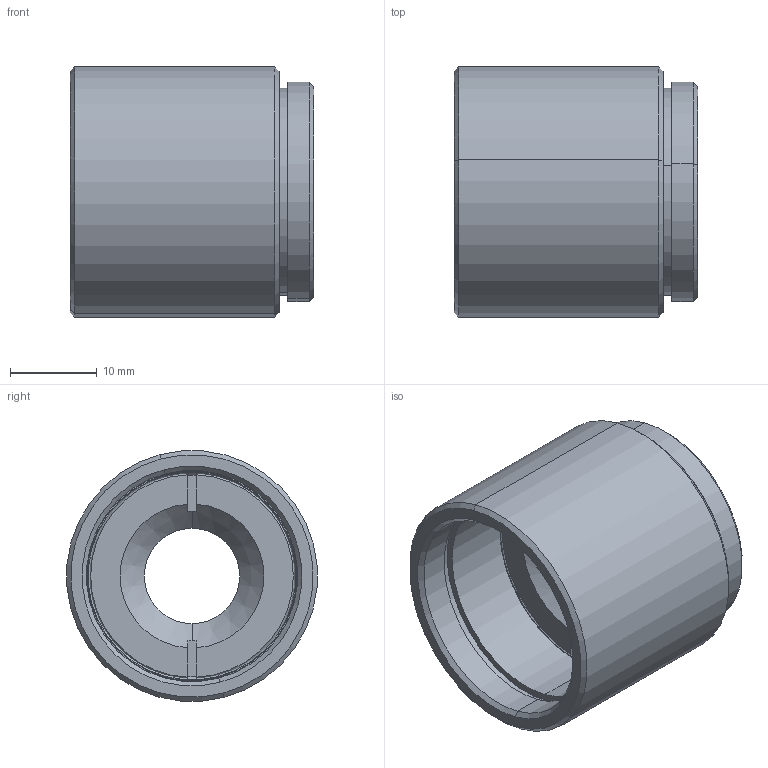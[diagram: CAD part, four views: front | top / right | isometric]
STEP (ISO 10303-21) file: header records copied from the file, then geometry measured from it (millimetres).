
FILE_DESCRIPTION (( 'STEP AP203' ), '1' );
FILE_NAME ('Web Model 36289_Default.step', '2018-07-24T18:04:19', ( '' ), ( '' ), 'SwSTEP 2.0', 'SolidWorks 2016', '' );
FILE_SCHEMA (( 'CONFIG_CONTROL_DESIGN' ));
Length unit declared in the file: millimetre
Products named in the file (1): Web Model 36289_Default
Bounding box: 28.11 x 28.9 x 28.9 mm (x, y, z)
Volume: 7664.7 mm3; surface area: 7630.1 mm2
Topology: 3 solids, 3 shells, 74 faces, 160 edges, 100 vertices
Faces by surface type: cylinder 30, cone 22, plane 22
Entity records: 2127 total; most frequent: DIRECTION 392, CARTESIAN_POINT 359, ORIENTED_EDGE 320, AXIS2_PLACEMENT_3D 165, EDGE_CURVE 160, VERTEX_POINT 100, CIRCLE 90, EDGE_LOOP 88
